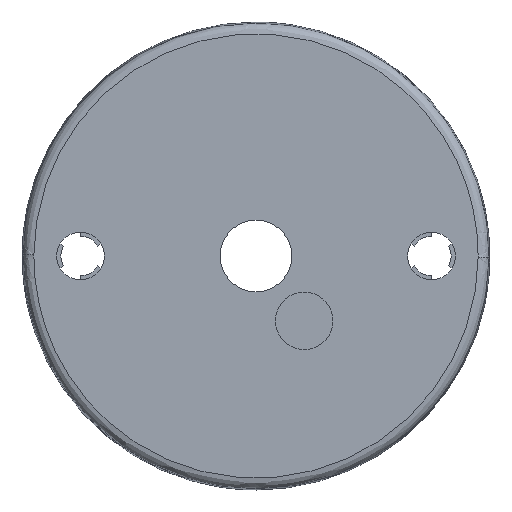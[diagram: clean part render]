
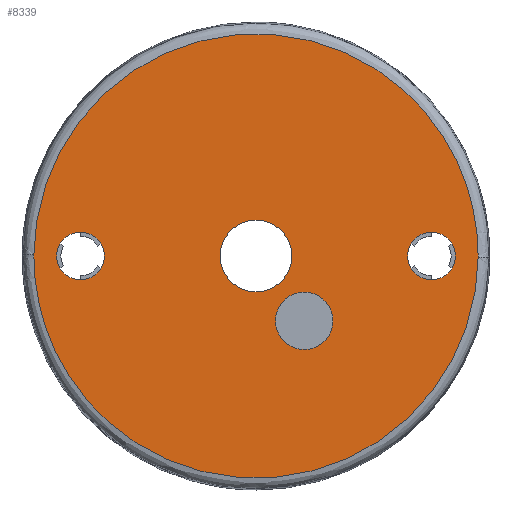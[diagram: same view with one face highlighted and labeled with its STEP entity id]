
A CAD part, front view. The second image highlights one B-rep face of the part: STEP entity #8339.
In plain terms, the highlighted planar face has unit normal (0, -1, 0).
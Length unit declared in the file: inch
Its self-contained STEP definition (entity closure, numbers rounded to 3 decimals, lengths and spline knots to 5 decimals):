
#191 = FACE_BOUND ( 'NONE', #34622, .T. ) ;
#390 = PLANE ( 'NONE',  #19580 ) ;
#518 = AXIS2_PLACEMENT_3D ( 'NONE', #36620, #7412, #10807 ) ;
#593 = CARTESIAN_POINT ( 'NONE',  ( 0.82213, 0., 0. ) ) ;
#829 = CARTESIAN_POINT ( 'NONE',  ( 0.82213, 0., 0. ) ) ;
#2239 = DIRECTION ( 'NONE',  ( 0., 0., 1. ) ) ;
#3336 = CARTESIAN_POINT ( 'NONE',  ( -0.82212, 0., 0.00524 ) ) ;
#3343 = FACE_BOUND ( 'NONE', #32718, .T. ) ;
#3422 = CARTESIAN_POINT ( 'NONE',  ( -0.64961, 0., 0. ) ) ;
#3771 = EDGE_LOOP ( 'NONE', ( #15053, #39842, #34689, #27540 ) ) ;
#4466 = ORIENTED_EDGE ( 'NONE', *, *, #12276, .T. ) ;
#4600 = CARTESIAN_POINT ( 'NONE',  ( 0.82213, 0., 1.63384 ) ) ;
#4972 = VERTEX_POINT ( 'NONE', #39039 ) ;
#5394 = DIRECTION ( 'NONE',  ( 0., 1., 0. ) ) ;
#5575 = CARTESIAN_POINT ( 'NONE',  ( -0.82213, 0., 0. ) ) ;
#6293 = FACE_BOUND ( 'NONE', #19436, .T. ) ;
#6713 = CARTESIAN_POINT ( 'NONE',  ( 0.17869, 0., -0.34629 ) ) ;
#6866 = ORIENTED_EDGE ( 'NONE', *, *, #39598, .T. ) ;
#6874 = AXIS2_PLACEMENT_3D ( 'NONE', #19797, #41453, #9727 ) ;
#7412 = DIRECTION ( 'NONE',  ( 0., 1., 0. ) ) ;
#8089 = EDGE_CURVE ( 'NONE', #29908, #20054, #11523, .T. ) ;
#8106 = CARTESIAN_POINT ( 'NONE',  ( -0.64961, 0., -0.08812 ) ) ;
#8328 = ORIENTED_EDGE ( 'NONE', *, *, #13311, .T. ) ;
#8339 = ADVANCED_FACE ( 'NONE', ( #191, #16385, #6293, #3343, #29204 ), #390, .F. ) ;
#8524 = ORIENTED_EDGE ( 'NONE', *, *, #25273, .T. ) ;
#9304 = CIRCLE ( 'NONE', #28080, 0.1063 ) ;
#9640 = EDGE_CURVE ( 'NONE', #37276, #36537, #19684, .T. ) ;
#9727 = DIRECTION ( 'NONE',  ( 0., 0., 1. ) ) ;
#9999 = VERTEX_POINT ( 'NONE', #8106 ) ;
#10807 = DIRECTION ( 'NONE',  ( 0., 0., 1. ) ) ;
#10863 = CIRCLE ( 'NONE', #11522, 0.13264 ) ;
#11023 = CARTESIAN_POINT ( 'NONE',  ( 0., 0., 0. ) ) ;
#11522 = AXIS2_PLACEMENT_3D ( 'NONE', #11023, #30125, #20059 ) ;
#11523 = CIRCLE ( 'NONE', #6874, 0.08812 ) ;
#12048 = AXIS2_PLACEMENT_3D ( 'NONE', #12552, #5394, #2239 ) ;
#12276 = EDGE_CURVE ( 'NONE', #37165, #4972, #18853, .T. ) ;
#12552 = CARTESIAN_POINT ( 'NONE',  ( 0.64961, 0., 0. ) ) ;
#13311 = EDGE_CURVE ( 'NONE', #9999, #29002, #20927, .T. ) ;
#13868 =( BOUNDED_CURVE ( )  B_SPLINE_CURVE ( 3, ( #37924, #31607, #15225, #18181 ),
 .UNSPECIFIED., .F., .F. ) 
 B_SPLINE_CURVE_WITH_KNOTS ( ( 4, 4 ),
 ( 0., 1. ),
 .UNSPECIFIED. ) 
 CURVE ( )  GEOMETRIC_REPRESENTATION_ITEM ( )  RATIONAL_B_SPLINE_CURVE ( ( 1., 0.335, 0.335, 1. ) ) 
 REPRESENTATION_ITEM ( '' )  );
#13941 = DIRECTION ( 'NONE',  ( 0., 0., 1. ) ) ;
#14047 = CIRCLE ( 'NONE', #12048, 0.08812 ) ;
#15053 = ORIENTED_EDGE ( 'NONE', *, *, #39236, .F. ) ;
#15225 = CARTESIAN_POINT ( 'NONE',  ( -0.82213, 0., -1.63384 ) ) ;
#15504 = AXIS2_PLACEMENT_3D ( 'NONE', #40877, #37507, #28455 ) ;
#16385 = FACE_BOUND ( 'NONE', #17581, .T. ) ;
#16594 = EDGE_CURVE ( 'NONE', #26880, #25269, #20689, .T. ) ;
#16699 = ORIENTED_EDGE ( 'NONE', *, *, #32530, .T. ) ;
#16812 = CARTESIAN_POINT ( 'NONE',  ( -0.82212, 0., 0.00524 ) ) ;
#17017 = ORIENTED_EDGE ( 'NONE', *, *, #21860, .T. ) ;
#17381 = ORIENTED_EDGE ( 'NONE', *, *, #8089, .T. ) ;
#17581 = EDGE_LOOP ( 'NONE', ( #16699, #17381 ) ) ;
#17911 = CARTESIAN_POINT ( 'NONE',  ( 0.64961, 0., -0.08812 ) ) ;
#18181 = CARTESIAN_POINT ( 'NONE',  ( -0.82213, 0., 0. ) ) ;
#18623 = CARTESIAN_POINT ( 'NONE',  ( 0.82212, 0., -0.00524 ) ) ;
#18853 = CIRCLE ( 'NONE', #15504, 0.13264 ) ;
#19350 = DIRECTION ( 'NONE',  ( 1., 0., 0. ) ) ;
#19374 = CARTESIAN_POINT ( 'NONE',  ( -0.64961, 0., 0.08812 ) ) ;
#19436 = EDGE_LOOP ( 'NONE', ( #4466, #6866 ) ) ;
#19580 = AXIS2_PLACEMENT_3D ( 'NONE', #31940, #28385, #19350 ) ;
#19684 =( BOUNDED_CURVE ( )  B_SPLINE_CURVE ( 3, ( #16812, #29625, #4600, #829 ),
 .UNSPECIFIED., .F., .F. ) 
 B_SPLINE_CURVE_WITH_KNOTS ( ( 4, 4 ),
 ( 0., 1. ),
 .UNSPECIFIED. ) 
 CURVE ( )  GEOMETRIC_REPRESENTATION_ITEM ( )  RATIONAL_B_SPLINE_CURVE ( ( 1., 0.335, 0.335, 1. ) ) 
 REPRESENTATION_ITEM ( '' )  );
#19797 = CARTESIAN_POINT ( 'NONE',  ( 0.64961, 0., 0. ) ) ;
#20054 = VERTEX_POINT ( 'NONE', #29311 ) ;
#20059 = DIRECTION ( 'NONE',  ( 0., 0., 1. ) ) ;
#20476 = DIRECTION ( 'NONE',  ( 0., 0., 1. ) ) ;
#20689 = CIRCLE ( 'NONE', #518, 0.1063 ) ;
#20927 = CIRCLE ( 'NONE', #23594, 0.08812 ) ;
#21147 = CARTESIAN_POINT ( 'NONE',  ( 0.82213, 0., -0.00349 ) ) ;
#21542 = EDGE_CURVE ( 'NONE', #36537, #22105, #28346, .T. ) ;
#21610 = VERTEX_POINT ( 'NONE', #5575 ) ;
#21860 = EDGE_CURVE ( 'NONE', #25269, #26880, #9304, .T. ) ;
#22105 = VERTEX_POINT ( 'NONE', #33196 ) ;
#22276 = CARTESIAN_POINT ( 'NONE',  ( -0.82213, 0., 0. ) ) ;
#22291 = CARTESIAN_POINT ( 'NONE',  ( -0.64961, 0., 0. ) ) ;
#22971 = DIRECTION ( 'NONE',  ( 0., 1., 0. ) ) ;
#23594 = AXIS2_PLACEMENT_3D ( 'NONE', #3422, #22971, #13941 ) ;
#23823 = DIRECTION ( 'NONE',  ( 0., 1., 0. ) ) ;
#24028 = CARTESIAN_POINT ( 'NONE',  ( 0.17869, 0., -0.23999 ) ) ;
#25132 = CARTESIAN_POINT ( 'NONE',  ( 0.82213, 0., 0. ) ) ;
#25218 = CARTESIAN_POINT ( 'NONE',  ( -0.82213, 0., 0.00175 ) ) ;
#25269 = VERTEX_POINT ( 'NONE', #6713 ) ;
#25273 = EDGE_CURVE ( 'NONE', #29002, #9999, #29262, .T. ) ;
#26399 = CARTESIAN_POINT ( 'NONE',  ( -0.82212, 0., 0.00524 ) ) ;
#26880 = VERTEX_POINT ( 'NONE', #30826 ) ;
#27540 = ORIENTED_EDGE ( 'NONE', *, *, #9640, .F. ) ;
#28080 = AXIS2_PLACEMENT_3D ( 'NONE', #24028, #23823, #20476 ) ;
#28285 = CARTESIAN_POINT ( 'NONE',  ( 0.82213, 0., -0.00175 ) ) ;
#28346 =( BOUNDED_CURVE ( )  B_SPLINE_CURVE ( 3, ( #25132, #28285, #21147, #18623 ),
 .UNSPECIFIED., .F., .T. ) 
 B_SPLINE_CURVE_WITH_KNOTS ( ( 4, 4 ),
 ( 0., 1. ),
 .UNSPECIFIED. ) 
 CURVE ( )  GEOMETRIC_REPRESENTATION_ITEM ( )  RATIONAL_B_SPLINE_CURVE ( ( 1., 1., 1., 1. ) ) 
 REPRESENTATION_ITEM ( '' )  );
#28385 = DIRECTION ( 'NONE',  ( 0., 1., 0. ) ) ;
#28455 = DIRECTION ( 'NONE',  ( 0., 0., 1. ) ) ;
#28593 = DIRECTION ( 'NONE',  ( 0., 1., 0. ) ) ;
#29002 = VERTEX_POINT ( 'NONE', #19374 ) ;
#29204 = FACE_OUTER_BOUND ( 'NONE', #3771, .T. ) ;
#29262 = CIRCLE ( 'NONE', #35288, 0.08812 ) ;
#29311 = CARTESIAN_POINT ( 'NONE',  ( 0.64961, 0., 0.08812 ) ) ;
#29625 = CARTESIAN_POINT ( 'NONE',  ( -0.8117, 0., 1.63905 ) ) ;
#29908 = VERTEX_POINT ( 'NONE', #17911 ) ;
#30125 = DIRECTION ( 'NONE',  ( 0., 1., 0. ) ) ;
#30826 = CARTESIAN_POINT ( 'NONE',  ( 0.17869, 0., -0.1337 ) ) ;
#31607 = CARTESIAN_POINT ( 'NONE',  ( 0.8117, 0., -1.63905 ) ) ;
#31940 = CARTESIAN_POINT ( 'NONE',  ( 0., 0., 0. ) ) ;
#32530 = EDGE_CURVE ( 'NONE', #20054, #29908, #14047, .T. ) ;
#32718 = EDGE_LOOP ( 'NONE', ( #17017, #33946 ) ) ;
#33196 = CARTESIAN_POINT ( 'NONE',  ( 0.82212, 0., -0.00524 ) ) ;
#33946 = ORIENTED_EDGE ( 'NONE', *, *, #16594, .T. ) ;
#34397 = CARTESIAN_POINT ( 'NONE',  ( 0., 0., 0.13264 ) ) ;
#34622 = EDGE_LOOP ( 'NONE', ( #8524, #8328 ) ) ;
#34661 = CARTESIAN_POINT ( 'NONE',  ( -0.82213, 0., 0.00349 ) ) ;
#34689 = ORIENTED_EDGE ( 'NONE', *, *, #21542, .F. ) ;
#35288 = AXIS2_PLACEMENT_3D ( 'NONE', #22291, #28593, #41627 ) ;
#35594 = EDGE_CURVE ( 'NONE', #22105, #21610, #13868, .T. ) ;
#36537 = VERTEX_POINT ( 'NONE', #593 ) ;
#36620 = CARTESIAN_POINT ( 'NONE',  ( 0.17869, 0., -0.23999 ) ) ;
#37165 = VERTEX_POINT ( 'NONE', #34397 ) ;
#37276 = VERTEX_POINT ( 'NONE', #26399 ) ;
#37295 =( BOUNDED_CURVE ( )  B_SPLINE_CURVE ( 3, ( #22276, #25218, #34661, #3336 ),
 .UNSPECIFIED., .F., .F. ) 
 B_SPLINE_CURVE_WITH_KNOTS ( ( 4, 4 ),
 ( 0., 1. ),
 .UNSPECIFIED. ) 
 CURVE ( )  GEOMETRIC_REPRESENTATION_ITEM ( )  RATIONAL_B_SPLINE_CURVE ( ( 1., 1., 1., 1. ) ) 
 REPRESENTATION_ITEM ( '' )  );
#37507 = DIRECTION ( 'NONE',  ( 0., 1., 0. ) ) ;
#37924 = CARTESIAN_POINT ( 'NONE',  ( 0.82212, 0., -0.00524 ) ) ;
#39039 = CARTESIAN_POINT ( 'NONE',  ( 0., 0., -0.13264 ) ) ;
#39236 = EDGE_CURVE ( 'NONE', #21610, #37276, #37295, .T. ) ;
#39598 = EDGE_CURVE ( 'NONE', #4972, #37165, #10863, .T. ) ;
#39842 = ORIENTED_EDGE ( 'NONE', *, *, #35594, .F. ) ;
#40877 = CARTESIAN_POINT ( 'NONE',  ( 0., 0., 0. ) ) ;
#41453 = DIRECTION ( 'NONE',  ( 0., 1., 0. ) ) ;
#41627 = DIRECTION ( 'NONE',  ( 0., 0., 1. ) ) ;
